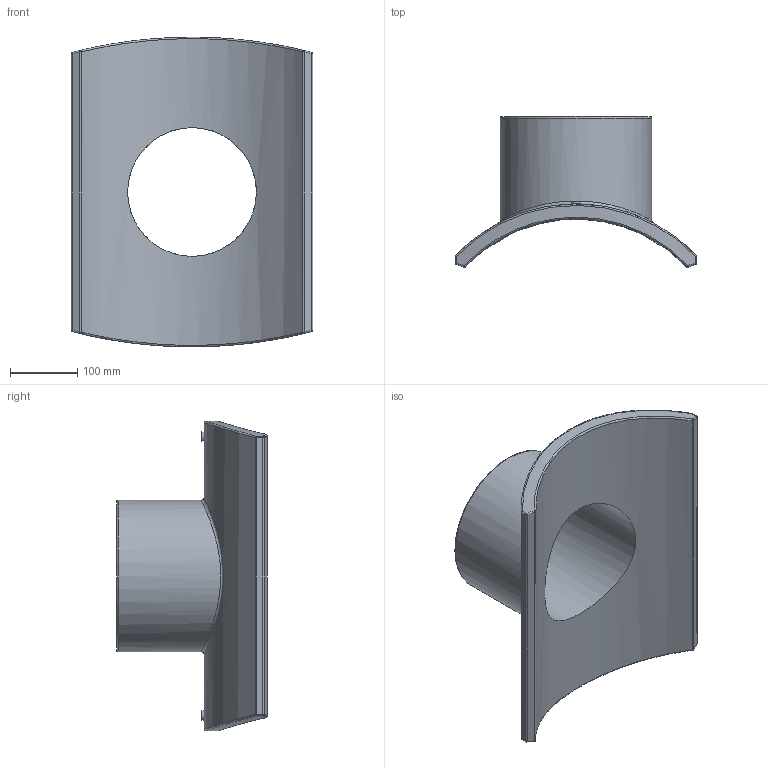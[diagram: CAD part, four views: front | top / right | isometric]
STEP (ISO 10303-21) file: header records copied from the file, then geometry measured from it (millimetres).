
FILE_DESCRIPTION(/* description */ ('PLASSON LIGHTFIT SADDLE 315-450x225 SPIGOT INLET'),/* implementation_level */ '2;1');
FILE_NAME(/* name */ '4758W4450225.ipt.stp',/* time_stamp */ '2018-04-16T10:40:37+03:00',/* author */ ('KIM'),/* organization */ (''),/* preprocessor_version */ 'ST-DEVELOPER v15.6',/* originating_system */ 'Autodesk Inventor 2015',/* authorisation */ '');
FILE_SCHEMA (('AUTOMOTIVE_DESIGN { 1 0 10303 214 3 1 1 }'));
Length unit declared in the file: millimetre
Products named in the file (1): 4758W4450225
Bounding box: 359 x 223.71 x 459.99 mm (x, y, z)
Volume: 4758174 mm3; surface area: 520109.3 mm2
Topology: 1 solids, 1 shells, 56 faces, 106 edges, 59 vertices
Faces by surface type: cylinder 20, sphere 12, plane 11, bspline 9, torus 2, cone 2
Full cylindrical faces by diameter (mm): 4 x2, 10 x2, 191.25 x1, 225 x1
Entity records: 2001 total; most frequent: CARTESIAN_POINT 927, DIRECTION 234, ORIENTED_EDGE 184, AXIS2_PLACEMENT_3D 107, EDGE_CURVE 92, EDGE_LOOP 75, FACE_OUTER_BOUND 56, ADVANCED_FACE 56
